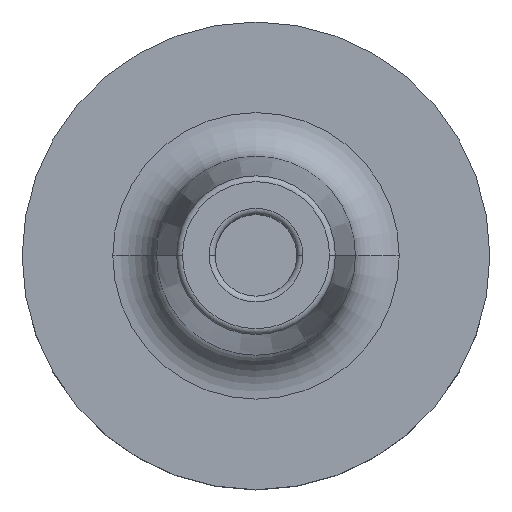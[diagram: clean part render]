
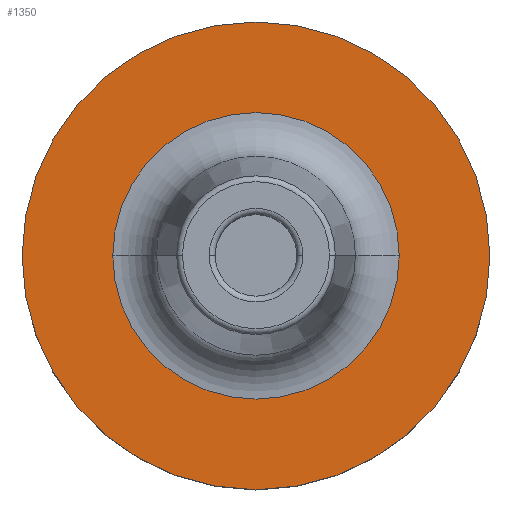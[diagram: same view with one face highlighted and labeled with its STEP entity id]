
A CAD part, top view. The second image highlights one B-rep face of the part: STEP entity #1350.
In plain terms, the highlighted planar face has unit normal (0, 0, 1).
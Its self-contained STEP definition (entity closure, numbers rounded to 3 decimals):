
#375=CARTESIAN_POINT('',(0.,0.,25.95));
#376=DIRECTION('',(0.,0.,1.));
#377=DIRECTION('',(0.,-1.,0.));
#378=AXIS2_PLACEMENT_3D('',#375,#376,#377);
#383=CARTESIAN_POINT('',(0.,0.,25.95));
#384=DIRECTION('',(0.,0.,1.));
#385=DIRECTION('',(0.,1.,0.));
#386=AXIS2_PLACEMENT_3D('',#383,#384,#385);
#391=CARTESIAN_POINT('',(0.,0.,25.95));
#392=DIRECTION('',(0.,0.,1.));
#393=DIRECTION('',(1.,0.,0.));
#394=AXIS2_PLACEMENT_3D('',#391,#392,#393);
#399=CARTESIAN_POINT('',(0.,0.,25.95));
#400=DIRECTION('',(0.,0.,-1.));
#401=DIRECTION('',(1.,0.,0.));
#402=AXIS2_PLACEMENT_3D('',#399,#400,#401);
#882=CARTESIAN_POINT('',(24.5,0.,25.95));
#884=VERTEX_POINT('',#882);
#886=CARTESIAN_POINT('',(-24.5,0.,25.95));
#888=VERTEX_POINT('',#886);
#993=CARTESIAN_POINT('',(0.,-40.,25.95));
#994=CARTESIAN_POINT('',(0.,40.,25.95));
#995=VERTEX_POINT('',#993);
#996=VERTEX_POINT('',#994);
#1335=CARTESIAN_POINT('',(0.,0.,25.95));
#1336=DIRECTION('',(0.,0.,1.));
#1337=DIRECTION('',(1.,0.,0.));
#1338=AXIS2_PLACEMENT_3D('',#1335,#1336,#1337);
#1339=PLANE('',#1338);
#1340=ORIENTED_EDGE('',*,*,#1018,.F.);
#1341=ORIENTED_EDGE('',*,*,#1076,.F.);
#1342=EDGE_LOOP('',(#1340,#1341));
#1343=FACE_OUTER_BOUND('',#1342,.F.);
#1345=ORIENTED_EDGE('',*,*,#1344,.T.);
#1347=ORIENTED_EDGE('',*,*,#1346,.F.);
#1348=EDGE_LOOP('',(#1345,#1347));
#1349=FACE_BOUND('',#1348,.F.);
#1350=ADVANCED_FACE('',(#1343,#1349),#1339,.T.);
#379=CIRCLE('',#378,40.);
#387=CIRCLE('',#386,40.);
#395=CIRCLE('',#394,24.5);
#403=CIRCLE('',#402,24.5);
#1018=EDGE_CURVE('',#995,#996,#379,.T.);
#1076=EDGE_CURVE('',#996,#995,#387,.T.);
#1344=EDGE_CURVE('',#884,#888,#395,.T.);
#1346=EDGE_CURVE('',#884,#888,#403,.T.);
